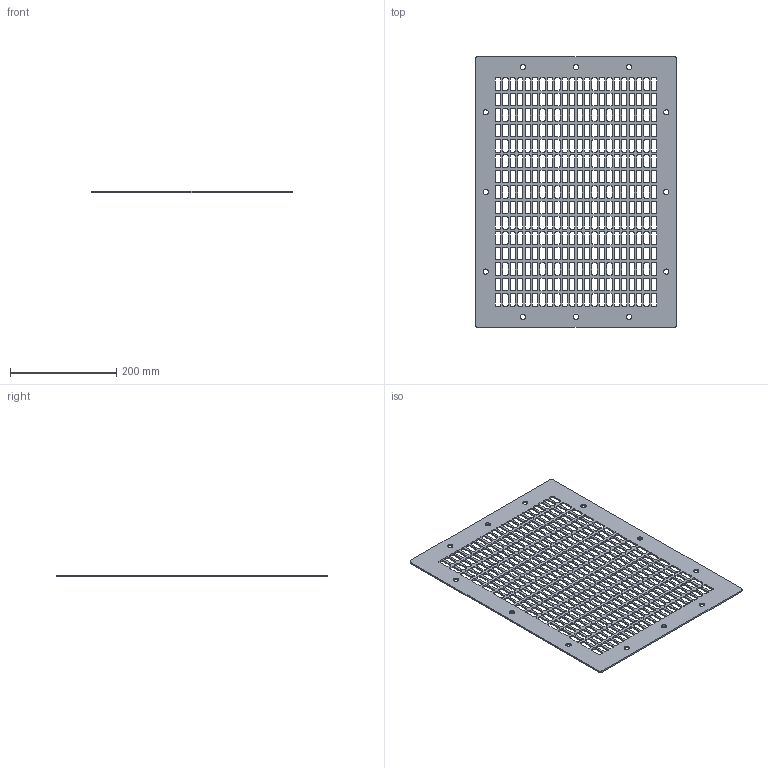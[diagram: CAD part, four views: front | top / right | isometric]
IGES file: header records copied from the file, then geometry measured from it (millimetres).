
Start section: SolidWorks IGES file using analytic representation for surfaces
Global section: file name: 5RE7535_Outlet Guard AL450.IGS; native system: SolidWorks 2018; preprocessor: SolidWorks 2018; author: binatti; date: 220307.170044; units: millimetre
Bounding box: 380 x 510 x 3 mm (x, y, z)
Surface area: 299902.6 mm2 (no closed solid volume)
Topology: 0 solids, 0 shells, 2674 faces, 24728 edges, 24728 vertices
Faces by surface type: revolution 1348, bspline 1326
